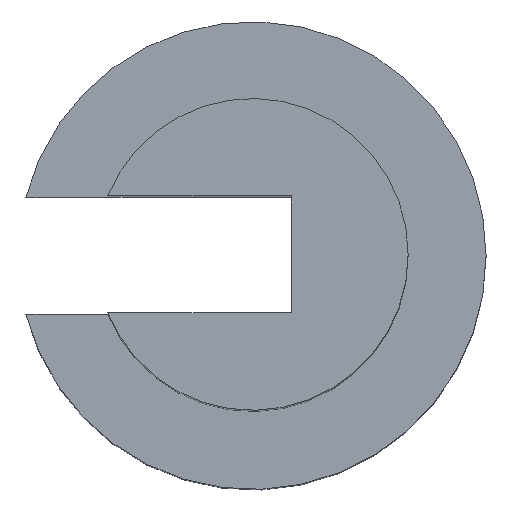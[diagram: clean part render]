
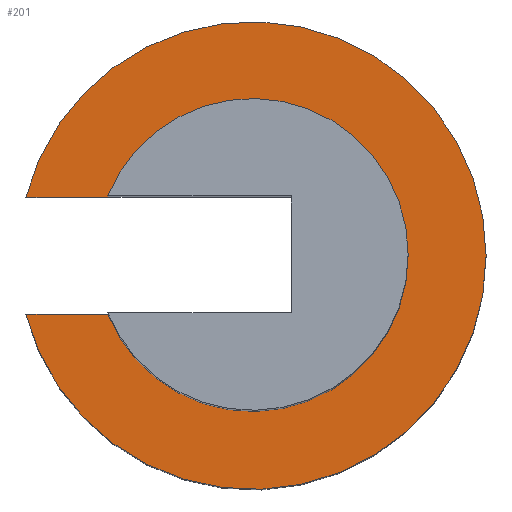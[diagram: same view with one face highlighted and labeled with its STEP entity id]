
A CAD part, top view. The second image highlights one B-rep face of the part: STEP entity #201.
In plain terms, the highlighted planar face has unit normal (0, 0, 1).
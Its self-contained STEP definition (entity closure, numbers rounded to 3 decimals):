
#13=CARTESIAN_POINT('',(0.,0.,0.));
#14=DIRECTION('',(0.,0.,-1.));
#15=DIRECTION('',(-0.927,0.375,0.));
#16=AXIS2_PLACEMENT_3D('',#13,#14,#15);
#31=DIRECTION('',(1.,0.,0.));
#32=VECTOR('',#31,2.101);
#33=CARTESIAN_POINT('',(-5.809,-1.5,0.));
#34=LINE('',#33,#32);
#35=DIRECTION('',(1.,0.,0.));
#36=VECTOR('',#35,2.101);
#37=CARTESIAN_POINT('',(-5.809,1.5,0.));
#38=LINE('',#37,#36);
#94=CARTESIAN_POINT('',(0.,0.,0.));
#95=DIRECTION('',(0.,0.,1.));
#96=DIRECTION('',(-0.968,-0.25,0.));
#97=AXIS2_PLACEMENT_3D('',#94,#95,#96);
#111=CARTESIAN_POINT('',(-3.708,1.5,0.));
#112=VERTEX_POINT('',#111);
#113=CARTESIAN_POINT('',(-3.708,-1.5,0.));
#114=VERTEX_POINT('',#113);
#115=CARTESIAN_POINT('',(-5.809,-1.5,0.));
#116=VERTEX_POINT('',#115);
#117=CARTESIAN_POINT('',(-5.809,1.5,0.));
#118=VERTEX_POINT('',#117);
#188=CARTESIAN_POINT('',(0.,0.,0.));
#189=DIRECTION('',(0.,0.,1.));
#190=DIRECTION('',(1.,0.,0.));
#191=AXIS2_PLACEMENT_3D('',#188,#189,#190);
#192=PLANE('',#191);
#193=ORIENTED_EDGE('',*,*,#159,.T.);
#194=ORIENTED_EDGE('',*,*,#179,.F.);
#196=ORIENTED_EDGE('',*,*,#195,.F.);
#198=ORIENTED_EDGE('',*,*,#197,.F.);
#199=EDGE_LOOP('',(#193,#194,#196,#198));
#200=FACE_OUTER_BOUND('',#199,.F.);
#201=ADVANCED_FACE('',(#200),#192,.T.);
#17=CIRCLE('',#16,4.);
#98=CIRCLE('',#97,6.);
#159=EDGE_CURVE('',#116,#114,#34,.T.);
#179=EDGE_CURVE('',#112,#114,#17,.T.);
#195=EDGE_CURVE('',#118,#112,#38,.T.);
#197=EDGE_CURVE('',#116,#118,#98,.T.);
